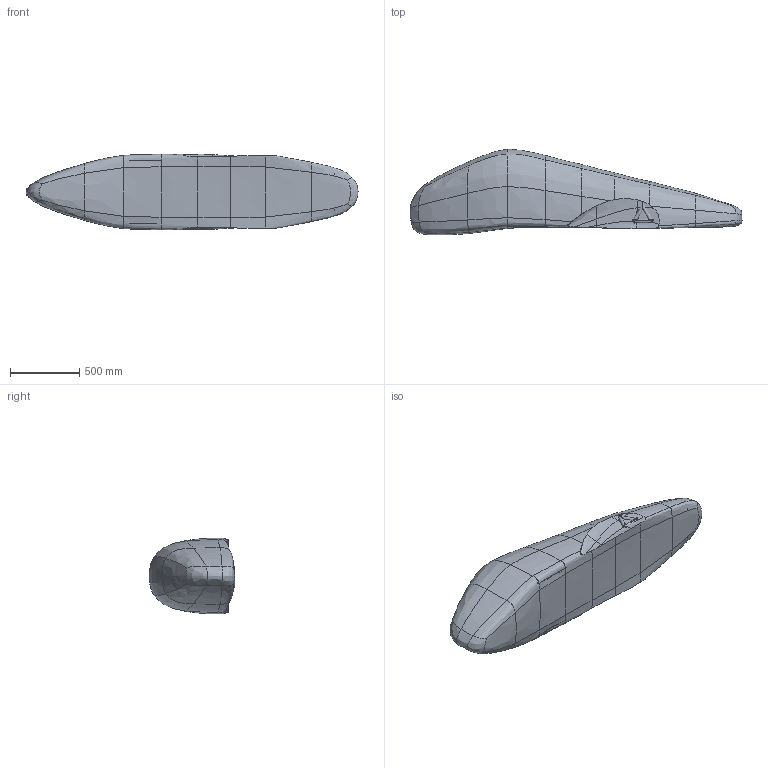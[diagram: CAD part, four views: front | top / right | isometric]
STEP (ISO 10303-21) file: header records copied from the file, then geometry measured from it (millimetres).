
FILE_DESCRIPTION(('FreeCAD Model'),'2;1');
FILE_NAME('Open CASCADE Shape Model','2025-05-04T03:55:02',('FreeCAD'),( 'FreeCAD'),'Open CASCADE STEP processor 7.6','FreeCAD','Unknown');
FILE_SCHEMA(('AUTOMOTIVE_DESIGN { 1 0 10303 214 1 1 1 1 }'));
Length unit declared in the file: millimetre
Products named in the file (1): Open CASCADE STEP translator 7.6 1
Bounding box: 2396.87 x 619.65 x 546.92 mm (x, y, z)
Volume: 1720628.7 mm3; surface area: 5366787.9 mm2
Topology: 38 solids, 39 shells, 364 faces, 1055 edges, 741 vertices
Faces by surface type: bspline 364
Entity records: 28665 total; most frequent: CARTESIAN_POINT 22335, ORIENTED_EDGE 2110, EDGE_CURVE 1055, B_SPLINE_CURVE_WITH_KNOTS 1013, VERTEX_POINT 741, FACE_BOUND 412, EDGE_LOOP 412, ADVANCED_FACE 364
